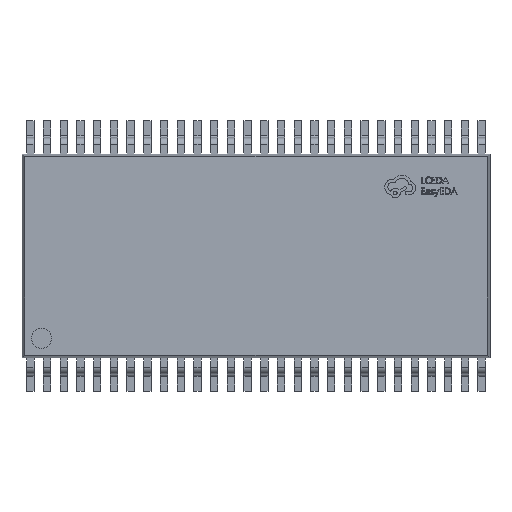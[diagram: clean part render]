
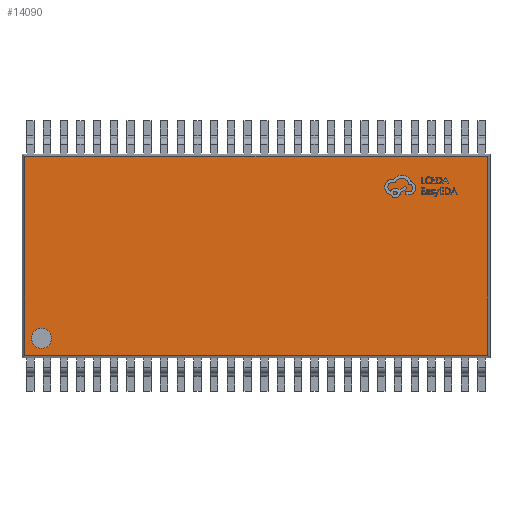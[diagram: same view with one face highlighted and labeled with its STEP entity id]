
A CAD part, top view. The second image highlights one B-rep face of the part: STEP entity #14090.
In plain terms, the highlighted planar face has unit normal (0, 0, 1).
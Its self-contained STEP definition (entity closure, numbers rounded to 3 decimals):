
#589 = CARTESIAN_POINT ( 'NONE',  ( -6.416, -2.466, 0.55 ) ) ;
#628 = LINE ( 'NONE', #13110, #46786 ) ;
#3819 = DIRECTION ( 'NONE',  ( 0., 1., 0. ) ) ;
#4533 = EDGE_LOOP ( 'NONE', ( #15488, #44779, #37738, #50471 ) ) ;
#4576 = VERTEX_POINT ( 'NONE', #6829 ) ;
#4695 = CIRCLE ( 'NONE', #6345, 0.3 ) ;
#5500 = CARTESIAN_POINT ( 'NONE',  ( 6.916, 2.966, 0.55 ) ) ;
#6345 = AXIS2_PLACEMENT_3D ( 'NONE', #27790, #43375, #15262 ) ;
#6829 = CARTESIAN_POINT ( 'NONE',  ( -6.716, -2.466, 0.55 ) ) ;
#9085 = VERTEX_POINT ( 'NONE', #17097 ) ;
#9208 = DIRECTION ( 'NONE',  ( -1., 0., 0. ) ) ;
#9352 = CARTESIAN_POINT ( 'NONE',  ( -6.116, -2.466, 0.55 ) ) ;
#10641 = VERTEX_POINT ( 'NONE', #5500 ) ;
#11163 = CIRCLE ( 'NONE', #33243, 0.3 ) ;
#11700 = EDGE_LOOP ( 'NONE', ( #37070, #24372 ) ) ;
#12293 = VECTOR ( 'NONE', #9208, 1000. ) ;
#12326 = AXIS2_PLACEMENT_3D ( 'NONE', #29864, #20948, #28852 ) ;
#13110 = CARTESIAN_POINT ( 'NONE',  ( 0., 2.966, 0.55 ) ) ;
#14090 = ADVANCED_FACE ( 'NONE', ( #49052, #49294 ), #18115, .F. ) ;
#14884 = LINE ( 'NONE', #34042, #38043 ) ;
#15262 = DIRECTION ( 'NONE',  ( 1., 0., 0. ) ) ;
#15312 = VERTEX_POINT ( 'NONE', #47180 ) ;
#15488 = ORIENTED_EDGE ( 'NONE', *, *, #36594, .F. ) ;
#16363 = LINE ( 'NONE', #35835, #12293 ) ;
#17097 = CARTESIAN_POINT ( 'NONE',  ( -6.916, 2.966, 0.55 ) ) ;
#18115 = PLANE ( 'NONE',  #12326 ) ;
#20948 = DIRECTION ( 'NONE',  ( 0., 0., -1. ) ) ;
#23267 = LINE ( 'NONE', #38826, #26658 ) ;
#24237 = EDGE_CURVE ( 'NONE', #15312, #9085, #23267, .T. ) ;
#24372 = ORIENTED_EDGE ( 'NONE', *, *, #34122, .F. ) ;
#26053 = VERTEX_POINT ( 'NONE', #9352 ) ;
#26658 = VECTOR ( 'NONE', #3819, 1000. ) ;
#27790 = CARTESIAN_POINT ( 'NONE',  ( -6.416, -2.466, 0.55 ) ) ;
#28852 = DIRECTION ( 'NONE',  ( -1., 0., 0. ) ) ;
#29864 = CARTESIAN_POINT ( 'NONE',  ( 0., 0., 0.55 ) ) ;
#31263 = DIRECTION ( 'NONE',  ( 1., 0., 0. ) ) ;
#32271 = DIRECTION ( 'NONE',  ( 0., 0., 1. ) ) ;
#33243 = AXIS2_PLACEMENT_3D ( 'NONE', #589, #32271, #31263 ) ;
#34042 = CARTESIAN_POINT ( 'NONE',  ( 6.916, 0., 0.55 ) ) ;
#34045 = VERTEX_POINT ( 'NONE', #34860 ) ;
#34122 = EDGE_CURVE ( 'NONE', #4576, #26053, #11163, .T. ) ;
#34567 = EDGE_CURVE ( 'NONE', #10641, #34045, #14884, .T. ) ;
#34860 = CARTESIAN_POINT ( 'NONE',  ( 6.916, -2.966, 0.55 ) ) ;
#35236 = EDGE_CURVE ( 'NONE', #26053, #4576, #4695, .T. ) ;
#35835 = CARTESIAN_POINT ( 'NONE',  ( 0., -2.966, 0.55 ) ) ;
#36594 = EDGE_CURVE ( 'NONE', #34045, #15312, #16363, .T. ) ;
#37070 = ORIENTED_EDGE ( 'NONE', *, *, #35236, .F. ) ;
#37738 = ORIENTED_EDGE ( 'NONE', *, *, #48711, .F. ) ;
#38043 = VECTOR ( 'NONE', #38610, 1000. ) ;
#38610 = DIRECTION ( 'NONE',  ( 0., -1., 0. ) ) ;
#38826 = CARTESIAN_POINT ( 'NONE',  ( -6.916, 0., 0.55 ) ) ;
#43375 = DIRECTION ( 'NONE',  ( 0., 0., 1. ) ) ;
#43550 = DIRECTION ( 'NONE',  ( 1., 0., 0. ) ) ;
#44779 = ORIENTED_EDGE ( 'NONE', *, *, #34567, .F. ) ;
#46786 = VECTOR ( 'NONE', #43550, 1000. ) ;
#47180 = CARTESIAN_POINT ( 'NONE',  ( -6.916, -2.966, 0.55 ) ) ;
#48711 = EDGE_CURVE ( 'NONE', #9085, #10641, #628, .T. ) ;
#49052 = FACE_BOUND ( 'NONE', #11700, .T. ) ;
#49294 = FACE_OUTER_BOUND ( 'NONE', #4533, .T. ) ;
#50471 = ORIENTED_EDGE ( 'NONE', *, *, #24237, .F. ) ;
